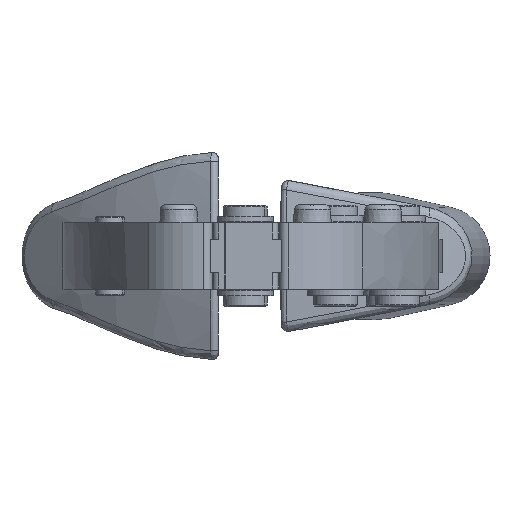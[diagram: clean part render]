
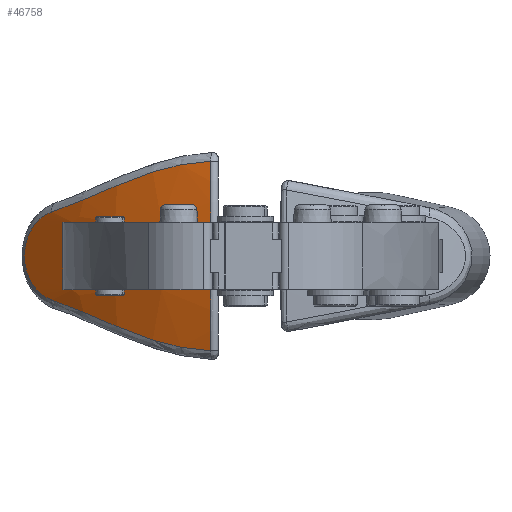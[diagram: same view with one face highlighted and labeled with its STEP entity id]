
A CAD part, left-side view. The second image highlights one B-rep face of the part: STEP entity #46758.
In plain terms, the highlighted spherical face has radius 86.8 mm.
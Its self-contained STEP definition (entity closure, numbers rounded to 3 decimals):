
#8770=AXIS2_PLACEMENT_3D('Circle Axis2P3D',#8768,#8769,$) ;
#12668=AXIS2_PLACEMENT_3D('Circle Axis2P3D',#12666,#12667,$) ;
#46737=AXIS2_PLACEMENT_3D('Sphere Axis2P3D',#46734,#46735,#46736) ;
#3556=CARTESIAN_POINT('Vertex',(79.584,75.414,24.784)) ;
#3647=CARTESIAN_POINT('Vertex',(64.24,50.38,24.784)) ;
#3651=CARTESIAN_POINT('Control Point',(64.24,50.38,24.784)) ;
#3652=CARTESIAN_POINT('Control Point',(66.427,55.862,24.784)) ;
#3653=CARTESIAN_POINT('Control Point',(69.08,61.157,24.784)) ;
#3654=CARTESIAN_POINT('Control Point',(72.179,66.213,24.784)) ;
#3655=CARTESIAN_POINT('Control Point',(75.693,70.98,24.784)) ;
#3656=CARTESIAN_POINT('Control Point',(79.584,75.414,24.784)) ;
#8438=CARTESIAN_POINT('Vertex',(79.584,75.414,12.584)) ;
#8447=CARTESIAN_POINT('Control Point',(79.584,75.414,24.784)) ;
#8448=CARTESIAN_POINT('Control Point',(79.255,75.472,20.727)) ;
#8449=CARTESIAN_POINT('Control Point',(79.255,75.472,16.642)) ;
#8450=CARTESIAN_POINT('Control Point',(79.584,75.414,12.584)) ;
#8765=CARTESIAN_POINT('Vertex',(65.85,50.401,35.777)) ;
#8768=CARTESIAN_POINT('Axis2P3D Location',(144.227,51.441,18.684)) ;
#12636=CARTESIAN_POINT('Vertex',(65.85,50.401,1.592)) ;
#12663=CARTESIAN_POINT('Vertex',(64.24,50.38,12.584)) ;
#12666=CARTESIAN_POINT('Axis2P3D Location',(144.227,51.441,18.684)) ;
#32023=CARTESIAN_POINT('Control Point',(65.85,50.401,1.592)) ;
#32024=CARTESIAN_POINT('Control Point',(67.143,53.629,1.692)) ;
#32025=CARTESIAN_POINT('Control Point',(68.508,56.782,2.204)) ;
#32026=CARTESIAN_POINT('Control Point',(69.932,59.814,3.067)) ;
#32027=CARTESIAN_POINT('Control Point',(73.014,65.726,5.189)) ;
#32028=CARTESIAN_POINT('Control Point',(76.623,71.232,7.632)) ;
#32029=CARTESIAN_POINT('Control Point',(78.62,73.931,8.83)) ;
#32030=CARTESIAN_POINT('Control Point',(80.817,76.56,9.906)) ;
#32031=CARTESIAN_POINT('Control Point',(83.226,79.105,10.756)) ;
#32032=CARTESIAN_POINT('Vertex',(83.226,79.105,10.756)) ;
#32194=CARTESIAN_POINT('Vertex',(83.226,79.105,26.613)) ;
#32198=CARTESIAN_POINT('Control Point',(83.226,79.105,10.756)) ;
#32199=CARTESIAN_POINT('Control Point',(83.994,79.916,11.02)) ;
#32200=CARTESIAN_POINT('Control Point',(84.729,80.687,11.448)) ;
#32201=CARTESIAN_POINT('Control Point',(85.398,81.384,12.02)) ;
#32202=CARTESIAN_POINT('Control Point',(86.532,82.56,13.338)) ;
#32203=CARTESIAN_POINT('Control Point',(87.308,83.357,14.947)) ;
#32204=CARTESIAN_POINT('Control Point',(87.594,83.649,15.776)) ;
#32205=CARTESIAN_POINT('Control Point',(87.84,83.901,16.863)) ;
#32206=CARTESIAN_POINT('Control Point',(87.937,83.999,17.97)) ;
#32207=CARTESIAN_POINT('Control Point',(87.951,84.013,18.208)) ;
#32208=CARTESIAN_POINT('Control Point',(87.958,84.02,18.446)) ;
#32209=CARTESIAN_POINT('Control Point',(87.958,84.02,18.684)) ;
#32210=CARTESIAN_POINT('Vertex',(87.958,84.02,18.684)) ;
#32214=CARTESIAN_POINT('Control Point',(87.958,84.02,18.684)) ;
#32215=CARTESIAN_POINT('Control Point',(87.958,84.02,19.32)) ;
#32216=CARTESIAN_POINT('Control Point',(87.909,83.97,19.955)) ;
#32217=CARTESIAN_POINT('Control Point',(87.81,83.87,20.585)) ;
#32218=CARTESIAN_POINT('Control Point',(87.34,83.39,22.562)) ;
#32219=CARTESIAN_POINT('Control Point',(86.375,82.399,24.354)) ;
#32220=CARTESIAN_POINT('Control Point',(85.483,81.477,25.432)) ;
#32221=CARTESIAN_POINT('Control Point',(84.392,80.336,26.212)) ;
#32222=CARTESIAN_POINT('Control Point',(83.226,79.105,26.613)) ;
#32317=CARTESIAN_POINT('Control Point',(65.85,50.401,35.777)) ;
#32318=CARTESIAN_POINT('Control Point',(67.117,53.566,35.679)) ;
#32319=CARTESIAN_POINT('Control Point',(68.454,56.657,35.185)) ;
#32320=CARTESIAN_POINT('Control Point',(69.847,59.634,34.353)) ;
#32321=CARTESIAN_POINT('Control Point',(72.918,65.56,32.254)) ;
#32322=CARTESIAN_POINT('Control Point',(76.508,71.076,29.806)) ;
#32323=CARTESIAN_POINT('Control Point',(78.535,73.83,28.581)) ;
#32324=CARTESIAN_POINT('Control Point',(80.771,76.511,27.479)) ;
#32325=CARTESIAN_POINT('Control Point',(83.226,79.105,26.613)) ;
#46734=CARTESIAN_POINT('Axis2P3D Location',(144.666,18.306,18.684)) ;
#46740=CARTESIAN_POINT('Control Point',(64.24,50.38,12.584)) ;
#46741=CARTESIAN_POINT('Control Point',(66.429,55.868,12.584)) ;
#46742=CARTESIAN_POINT('Control Point',(69.087,61.169,12.584)) ;
#46743=CARTESIAN_POINT('Control Point',(72.175,66.206,12.585)) ;
#46744=CARTESIAN_POINT('Control Point',(75.691,70.978,12.584)) ;
#46745=CARTESIAN_POINT('Control Point',(79.584,75.414,12.584)) ;
#8769=DIRECTION('Axis2P3D Direction',(-0.013,1.,0.)) ;
#12667=DIRECTION('Axis2P3D Direction',(-0.013,1.,0.)) ;
#46735=DIRECTION('Axis2P3D Direction',(0.,-1.,0.)) ;
#46736=DIRECTION('Axis2P3D XDirection',(-0.94,0.,0.342)) ;
#46748=ORIENTED_EDGE('',*,*,#8772,.T.) ;
#46749=ORIENTED_EDGE('',*,*,#32326,.T.) ;
#46750=ORIENTED_EDGE('',*,*,#32223,.T.) ;
#46751=ORIENTED_EDGE('',*,*,#32212,.T.) ;
#46752=ORIENTED_EDGE('',*,*,#32034,.T.) ;
#46753=ORIENTED_EDGE('',*,*,#12670,.T.) ;
#46754=ORIENTED_EDGE('',*,*,#46746,.T.) ;
#46755=ORIENTED_EDGE('',*,*,#8451,.F.) ;
#46756=ORIENTED_EDGE('',*,*,#3657,.F.) ;
#46758=ADVANCED_FACE('Hauptk\X2\00F6\X0\rper',(#46757),#46738,.T.) ;
#3650=B_SPLINE_CURVE_WITH_KNOTS('',5,(#3651,#3652,#3653,#3654,#3655,#3656),.UNSPECIFIED.,.F.,.U.,(6,6),(0.,41.745),.UNSPECIFIED.) ;
#8446=B_SPLINE_CURVE_WITH_KNOTS('',3,(#8447,#8448,#8449,#8450),.UNSPECIFIED.,.F.,.U.,(4,4),(0.,17.282),.UNSPECIFIED.) ;
#32022=B_SPLINE_CURVE_WITH_KNOTS('',5,(#32023,#32024,#32025,#32026,#32027,#32028,#32029,#32030,#32031),.UNSPECIFIED.,.F.,.U.,(6,3,6),(12.602,29.919,47.669),.UNSPECIFIED.) ;
#32197=B_SPLINE_CURVE_WITH_KNOTS('',5,(#32198,#32199,#32200,#32201,#32202,#32203,#32204,#32205,#32206,#32207,#32208,#32209),.UNSPECIFIED.,.F.,.U.,(6,3,3,6),(25.579,31.479,37.085,38.616),.UNSPECIFIED.) ;
#32213=B_SPLINE_CURVE_WITH_KNOTS('',5,(#32214,#32215,#32216,#32217,#32218,#32219,#32220,#32221,#32222),.UNSPECIFIED.,.F.,.U.,(6,3,6),(38.616,42.7,51.655),.UNSPECIFIED.) ;
#32316=B_SPLINE_CURVE_WITH_KNOTS('',5,(#32317,#32318,#32319,#32320,#32321,#32322,#32323,#32324,#32325),.UNSPECIFIED.,.F.,.U.,(6,3,6),(12.602,29.576,47.668),.UNSPECIFIED.) ;
#46739=B_SPLINE_CURVE_WITH_KNOTS('',5,(#46740,#46741,#46742,#46743,#46744,#46745),.UNSPECIFIED.,.F.,.U.,(6,6),(0.,41.795),.UNSPECIFIED.) ;
#8771=CIRCLE('generated circle',#8770,80.225) ;
#12669=CIRCLE('generated circle',#12668,80.225) ;
#3657=EDGE_CURVE('',#3648,#3557,#3650,.T.) ;
#8451=EDGE_CURVE('',#3557,#8439,#8446,.T.) ;
#8772=EDGE_CURVE('',#3648,#8766,#8771,.T.) ;
#12670=EDGE_CURVE('',#12637,#12664,#12669,.T.) ;
#32034=EDGE_CURVE('',#32033,#12637,#32022,.F.) ;
#32212=EDGE_CURVE('',#32211,#32033,#32197,.F.) ;
#32223=EDGE_CURVE('',#32195,#32211,#32213,.F.) ;
#32326=EDGE_CURVE('',#8766,#32195,#32316,.T.) ;
#46746=EDGE_CURVE('',#12664,#8439,#46739,.T.) ;
#46747=EDGE_LOOP('',(#46748,#46749,#46750,#46751,#46752,#46753,#46754,#46755,#46756)) ;
#46757=FACE_OUTER_BOUND('',#46747,.T.) ;
#46738=SPHERICAL_SURFACE('',#46737,86.8) ;
#3557=VERTEX_POINT('',#3556) ;
#3648=VERTEX_POINT('',#3647) ;
#8439=VERTEX_POINT('',#8438) ;
#8766=VERTEX_POINT('',#8765) ;
#12637=VERTEX_POINT('',#12636) ;
#12664=VERTEX_POINT('',#12663) ;
#32033=VERTEX_POINT('',#32032) ;
#32195=VERTEX_POINT('',#32194) ;
#32211=VERTEX_POINT('',#32210) ;
